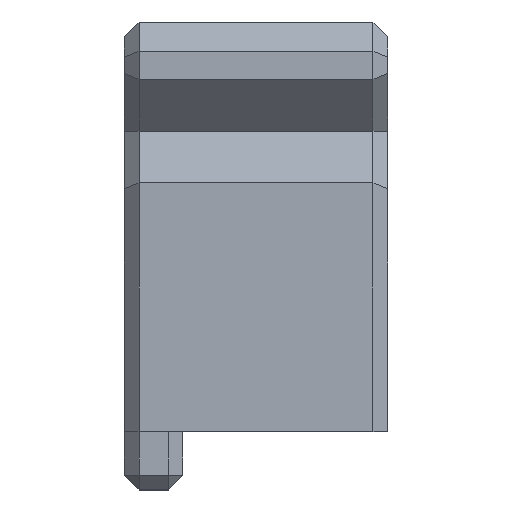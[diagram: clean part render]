
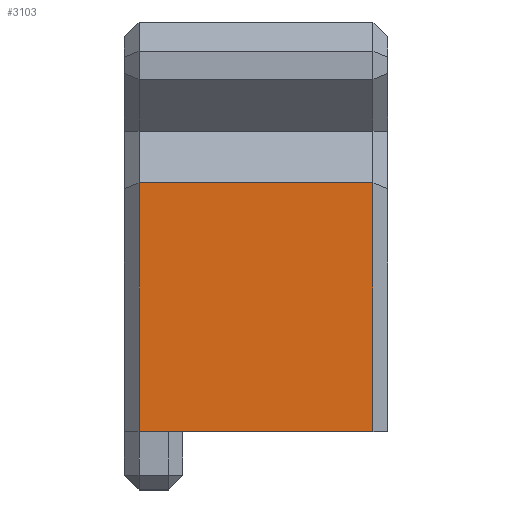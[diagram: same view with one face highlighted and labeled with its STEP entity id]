
A CAD part, top view. The second image highlights one B-rep face of the part: STEP entity #3103.
In plain terms, the highlighted planar face has unit normal (0, 0, 1).
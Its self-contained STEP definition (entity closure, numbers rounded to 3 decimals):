
#32 = PLANE('',#33);
#33 = AXIS2_PLACEMENT_3D('',#34,#35,#36);
#34 = CARTESIAN_POINT('',(0.,0.,0.));
#35 = DIRECTION('',(0.,1.,0.));
#36 = DIRECTION('',(0.,0.,1.));
#332 = VERTEX_POINT('',#333);
#333 = CARTESIAN_POINT('',(1.,0.,15.));
#347 = PLANE('',#348);
#348 = AXIS2_PLACEMENT_3D('',#349,#350,#351);
#349 = CARTESIAN_POINT('',(0.5,0.,14.5));
#350 = DIRECTION('',(0.707,0.,-0.707));
#351 = DIRECTION('',(0.,1.,0.));
#359 = EDGE_CURVE('',#332,#360,#362,.T.);
#360 = VERTEX_POINT('',#361);
#361 = CARTESIAN_POINT('',(17.,0.,15.));
#362 = SURFACE_CURVE('',#363,(#367,#374),.PCURVE_S1.);
#363 = LINE('',#364,#365);
#364 = CARTESIAN_POINT('',(0.,0.,15.));
#365 = VECTOR('',#366,1.);
#366 = DIRECTION('',(1.,0.,0.));
#367 = PCURVE('',#32,#368);
#368 = DEFINITIONAL_REPRESENTATION('',(#369),#373);
#369 = LINE('',#370,#371);
#370 = CARTESIAN_POINT('',(15.,0.));
#371 = VECTOR('',#372,1.);
#372 = DIRECTION('',(0.,1.));
#373 = ( GEOMETRIC_REPRESENTATION_CONTEXT(2) 
PARAMETRIC_REPRESENTATION_CONTEXT() REPRESENTATION_CONTEXT('2D SPACE',''
  ) );
#374 = PCURVE('',#375,#380);
#375 = PLANE('',#376);
#376 = AXIS2_PLACEMENT_3D('',#377,#378,#379);
#377 = CARTESIAN_POINT('',(0.,0.,15.));
#378 = DIRECTION('',(0.,0.,1.));
#379 = DIRECTION('',(1.,0.,0.));
#380 = DEFINITIONAL_REPRESENTATION('',(#381),#385);
#381 = LINE('',#382,#383);
#382 = CARTESIAN_POINT('',(0.,0.));
#383 = VECTOR('',#384,1.);
#384 = DIRECTION('',(1.,0.));
#385 = ( GEOMETRIC_REPRESENTATION_CONTEXT(2) 
PARAMETRIC_REPRESENTATION_CONTEXT() REPRESENTATION_CONTEXT('2D SPACE',''
  ) );
#403 = PLANE('',#404);
#404 = AXIS2_PLACEMENT_3D('',#405,#406,#407);
#405 = CARTESIAN_POINT('',(17.5,0.,14.5));
#406 = DIRECTION('',(0.707,0.,0.707));
#407 = DIRECTION('',(0.,-1.,0.));
#2558 = VERTEX_POINT('',#2559);
#2559 = CARTESIAN_POINT('',(1.,17.,15.));
#2594 = PLANE('',#2595);
#2595 = AXIS2_PLACEMENT_3D('',#2596,#2597,#2598);
#2596 = CARTESIAN_POINT('',(-2.,17.,15.));
#2597 = DIRECTION('',(0.,0.707,0.707));
#2598 = DIRECTION('',(1.,0.,0.));
#2632 = EDGE_CURVE('',#332,#2558,#2633,.T.);
#2633 = SURFACE_CURVE('',#2634,(#2638,#2645),.PCURVE_S1.);
#2634 = LINE('',#2635,#2636);
#2635 = CARTESIAN_POINT('',(1.,0.,15.));
#2636 = VECTOR('',#2637,1.);
#2637 = DIRECTION('',(0.,1.,0.));
#2638 = PCURVE('',#347,#2639);
#2639 = DEFINITIONAL_REPRESENTATION('',(#2640),#2644);
#2640 = LINE('',#2641,#2642);
#2641 = CARTESIAN_POINT('',(0.,0.707));
#2642 = VECTOR('',#2643,1.);
#2643 = DIRECTION('',(1.,0.));
#2644 = ( GEOMETRIC_REPRESENTATION_CONTEXT(2) 
PARAMETRIC_REPRESENTATION_CONTEXT() REPRESENTATION_CONTEXT('2D SPACE',''
  ) );
#2645 = PCURVE('',#375,#2646);
#2646 = DEFINITIONAL_REPRESENTATION('',(#2647),#2651);
#2647 = LINE('',#2648,#2649);
#2648 = CARTESIAN_POINT('',(1.,0.));
#2649 = VECTOR('',#2650,1.);
#2650 = DIRECTION('',(0.,1.));
#2651 = ( GEOMETRIC_REPRESENTATION_CONTEXT(2) 
PARAMETRIC_REPRESENTATION_CONTEXT() REPRESENTATION_CONTEXT('2D SPACE',''
  ) );
#3059 = EDGE_CURVE('',#360,#3060,#3062,.T.);
#3060 = VERTEX_POINT('',#3061);
#3061 = CARTESIAN_POINT('',(17.,17.,15.));
#3062 = SURFACE_CURVE('',#3063,(#3067,#3074),.PCURVE_S1.);
#3063 = LINE('',#3064,#3065);
#3064 = CARTESIAN_POINT('',(17.,0.,15.));
#3065 = VECTOR('',#3066,1.);
#3066 = DIRECTION('',(0.,1.,0.));
#3067 = PCURVE('',#403,#3068);
#3068 = DEFINITIONAL_REPRESENTATION('',(#3069),#3073);
#3069 = LINE('',#3070,#3071);
#3070 = CARTESIAN_POINT('',(-0.,-0.707));
#3071 = VECTOR('',#3072,1.);
#3072 = DIRECTION('',(-1.,0.));
#3073 = ( GEOMETRIC_REPRESENTATION_CONTEXT(2) 
PARAMETRIC_REPRESENTATION_CONTEXT() REPRESENTATION_CONTEXT('2D SPACE',''
  ) );
#3074 = PCURVE('',#375,#3075);
#3075 = DEFINITIONAL_REPRESENTATION('',(#3076),#3080);
#3076 = LINE('',#3077,#3078);
#3077 = CARTESIAN_POINT('',(17.,0.));
#3078 = VECTOR('',#3079,1.);
#3079 = DIRECTION('',(0.,1.));
#3080 = ( GEOMETRIC_REPRESENTATION_CONTEXT(2) 
PARAMETRIC_REPRESENTATION_CONTEXT() REPRESENTATION_CONTEXT('2D SPACE',''
  ) );
#3103 = ADVANCED_FACE('',(#3104),#375,.T.);
#3104 = FACE_BOUND('',#3105,.T.);
#3105 = EDGE_LOOP('',(#3106,#3127,#3128,#3129));
#3106 = ORIENTED_EDGE('',*,*,#3107,.F.);
#3107 = EDGE_CURVE('',#2558,#3060,#3108,.T.);
#3108 = SURFACE_CURVE('',#3109,(#3113,#3120),.PCURVE_S1.);
#3109 = LINE('',#3110,#3111);
#3110 = CARTESIAN_POINT('',(-2.,17.,15.));
#3111 = VECTOR('',#3112,1.);
#3112 = DIRECTION('',(1.,0.,0.));
#3113 = PCURVE('',#375,#3114);
#3114 = DEFINITIONAL_REPRESENTATION('',(#3115),#3119);
#3115 = LINE('',#3116,#3117);
#3116 = CARTESIAN_POINT('',(-2.,17.));
#3117 = VECTOR('',#3118,1.);
#3118 = DIRECTION('',(1.,0.));
#3119 = ( GEOMETRIC_REPRESENTATION_CONTEXT(2) 
PARAMETRIC_REPRESENTATION_CONTEXT() REPRESENTATION_CONTEXT('2D SPACE',''
  ) );
#3120 = PCURVE('',#2594,#3121);
#3121 = DEFINITIONAL_REPRESENTATION('',(#3122),#3126);
#3122 = LINE('',#3123,#3124);
#3123 = CARTESIAN_POINT('',(0.,0.));
#3124 = VECTOR('',#3125,1.);
#3125 = DIRECTION('',(1.,0.));
#3126 = ( GEOMETRIC_REPRESENTATION_CONTEXT(2) 
PARAMETRIC_REPRESENTATION_CONTEXT() REPRESENTATION_CONTEXT('2D SPACE',''
  ) );
#3127 = ORIENTED_EDGE('',*,*,#2632,.F.);
#3128 = ORIENTED_EDGE('',*,*,#359,.T.);
#3129 = ORIENTED_EDGE('',*,*,#3059,.T.);
